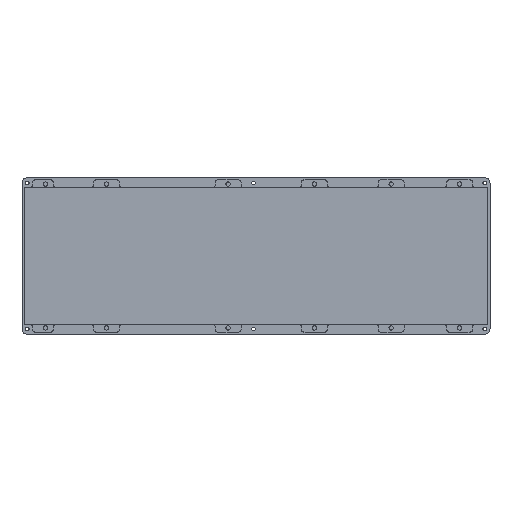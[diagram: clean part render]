
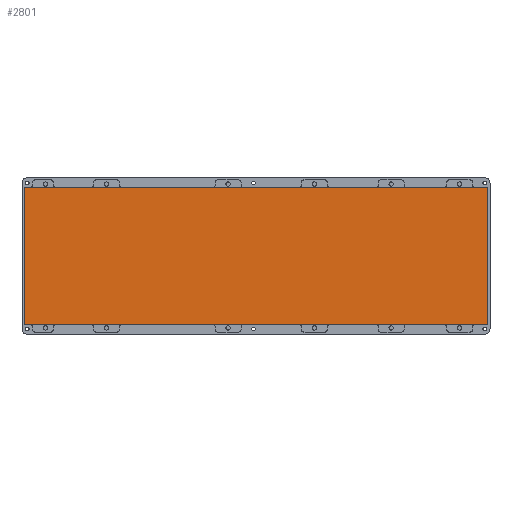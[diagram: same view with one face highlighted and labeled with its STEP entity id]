
A CAD part, top view. The second image highlights one B-rep face of the part: STEP entity #2801.
In plain terms, the highlighted planar face has unit normal (0, 0, 1).
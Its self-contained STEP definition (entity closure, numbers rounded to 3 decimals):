
#305=FACE_OUTER_BOUND('',#466,.T.);
#466=EDGE_LOOP('',(#1916,#1917,#1918,#1919));
#668=LINE('',#4278,#928);
#669=LINE('',#4280,#929);
#670=LINE('',#4282,#930);
#671=LINE('',#4283,#931);
#928=VECTOR('',#3377,10.);
#929=VECTOR('',#3378,10.);
#930=VECTOR('',#3379,10.);
#931=VECTOR('',#3380,10.);
#1194=VERTEX_POINT('',#4276);
#1195=VERTEX_POINT('',#4277);
#1196=VERTEX_POINT('',#4279);
#1197=VERTEX_POINT('',#4281);
#1485=EDGE_CURVE('',#1194,#1195,#668,.T.);
#1486=EDGE_CURVE('',#1195,#1196,#669,.T.);
#1487=EDGE_CURVE('',#1196,#1197,#670,.T.);
#1488=EDGE_CURVE('',#1197,#1194,#671,.T.);
#1916=ORIENTED_EDGE('',*,*,#1485,.T.);
#1917=ORIENTED_EDGE('',*,*,#1486,.T.);
#1918=ORIENTED_EDGE('',*,*,#1487,.T.);
#1919=ORIENTED_EDGE('',*,*,#1488,.T.);
#2714=PLANE('',#2993);
#2801=ADVANCED_FACE('',(#305),#2714,.T.);
#2993=AXIS2_PLACEMENT_3D('',#4275,#3375,#3376);
#3375=DIRECTION('center_axis',(0.,0.,1.));
#3376=DIRECTION('ref_axis',(1.,0.,0.));
#3377=DIRECTION('',(1.,0.,0.));
#3378=DIRECTION('',(0.,1.,0.));
#3379=DIRECTION('',(-1.,0.,0.));
#3380=DIRECTION('',(0.,-1.,0.));
#4275=CARTESIAN_POINT('Origin',(45.294,50.12,0.));
#4276=CARTESIAN_POINT('',(-171.569,-14.443,0.));
#4277=CARTESIAN_POINT('',(262.156,-14.443,0.));
#4278=CARTESIAN_POINT('',(153.725,-14.443,0.));
#4279=CARTESIAN_POINT('',(262.156,114.683,0.));
#4280=CARTESIAN_POINT('',(262.156,82.402,0.));
#4281=CARTESIAN_POINT('',(-171.569,114.683,0.));
#4282=CARTESIAN_POINT('',(-63.138,114.683,0.));
#4283=CARTESIAN_POINT('',(-171.569,17.839,0.));
